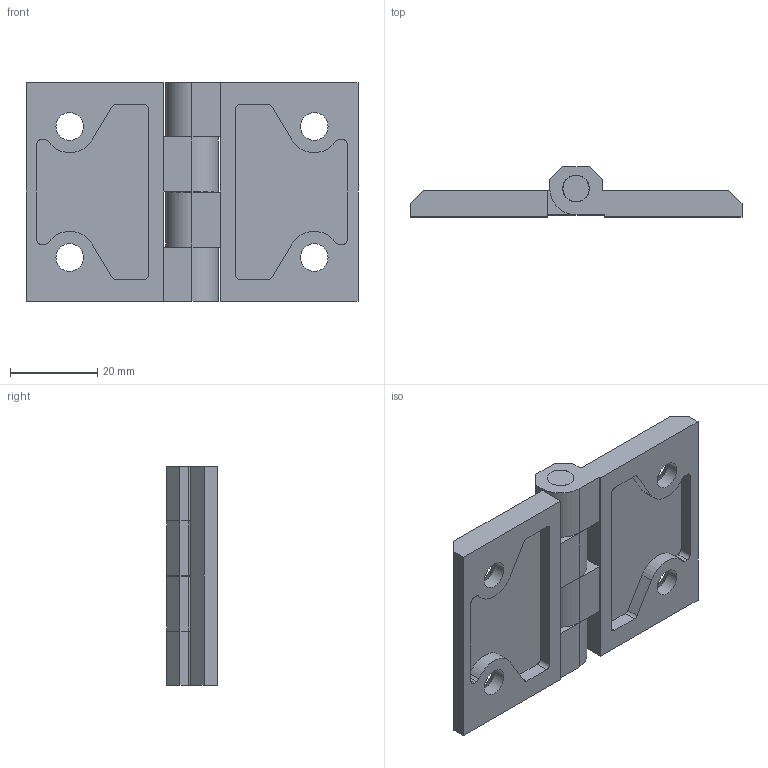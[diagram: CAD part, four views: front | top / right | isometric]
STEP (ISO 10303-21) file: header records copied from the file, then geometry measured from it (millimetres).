
FILE_DESCRIPTION(/* description */ (''),/* implementation_level */ '2;1');
FILE_NAME(/* name */ '615007.stp',/* time_stamp */ '2018-05-31T18:17:09+02:00',/* author */ ('Špaček'),/* organization */ ('Alutec K&K'),/* preprocessor_version */ 'ST-DEVELOPER v16.1',/* originating_system */ 'Autodesk Inventor 2016',/* authorisation */ '');
FILE_SCHEMA (('AUTOMOTIVE_DESIGN { 1 0 10303 214 3 1 1 }'));
Length unit declared in the file: millimetre
Products named in the file (4): 095007e-1_095007e-1; 095007e-1_095007e-2; 09575050e-3_Standard; 615007
Assembly tree (3 placements, depth 2):
  615007
    095007e-1_095007e-1
    095007e-1_095007e-2
    09575050e-3_Standard
Bounding box: 76 x 11.5 x 50 mm (x, y, z)
Volume: 18689.2 mm3; surface area: 13058.1 mm2
Topology: 3 solids, 3 shells, 109 faces, 286 edges, 187 vertices
Faces by surface type: plane 66, cylinder 38, cone 5
Full cylindrical faces by diameter (mm): 6 x1, 6.05 x2, 6.1 x3, 6.3 x4
Entity records: 3399 total; most frequent: DIRECTION 584, CARTESIAN_POINT 574, ORIENTED_EDGE 542, EDGE_CURVE 271, AXIS2_PLACEMENT_3D 197, LINE 190, VECTOR 190, VERTEX_POINT 187
